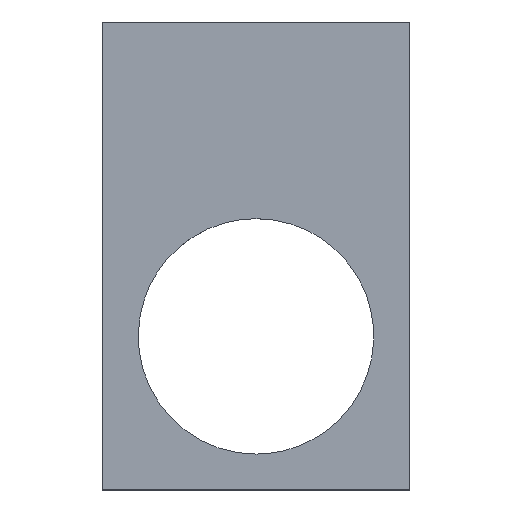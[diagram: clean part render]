
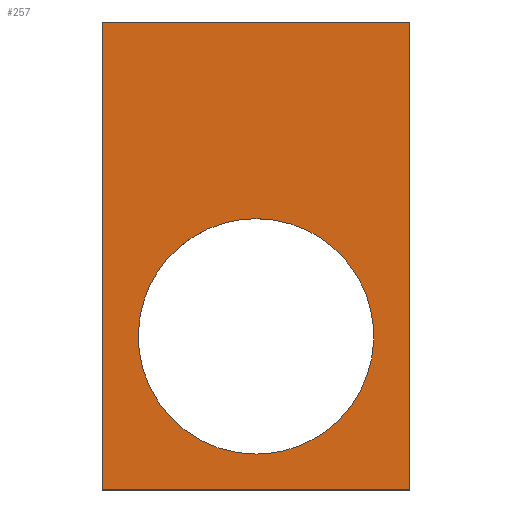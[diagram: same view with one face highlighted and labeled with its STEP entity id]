
A CAD part, top view. The second image highlights one B-rep face of the part: STEP entity #257.
In plain terms, the highlighted planar face has unit normal (0, 0, 1).
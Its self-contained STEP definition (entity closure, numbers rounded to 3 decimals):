
#257=ADVANCED_FACE('NONE',(#729,#730),#731,.T.);
#729=FACE_OUTER_BOUND('',#1481,.T.);
#730=FACE_BOUND('',#1482,.T.);
#731=PLANE('',#1483);
#1481=EDGE_LOOP('',(#4989,#4990,#4991,#4992));
#1482=EDGE_LOOP('',(#4993,#4994));
#1483=AXIS2_PLACEMENT_3D('',#4995,#4996,#4997);
#4989=ORIENTED_EDGE('',*,*,#6680,.T.);
#4990=ORIENTED_EDGE('',*,*,#6494,.T.);
#4991=ORIENTED_EDGE('',*,*,#6678,.F.);
#4992=ORIENTED_EDGE('',*,*,#6669,.T.);
#4993=ORIENTED_EDGE('',*,*,#6486,.T.);
#4994=ORIENTED_EDGE('',*,*,#6676,.T.);
#4995=CARTESIAN_POINT('',(21.,32.,4.0));
#4996=DIRECTION('',(0.0,0.0,1.0));
#4997=DIRECTION('',(-0.0,-1.0,0.0));
#6486=EDGE_CURVE('NONE',#7280,#7278,#7281,.T.);
#6494=EDGE_CURVE('NONE',#7293,#7294,#7295,.T.);
#6669=EDGE_CURVE('NONE',#7639,#7637,#7640,.T.);
#6676=EDGE_CURVE('NONE',#7278,#7280,#7647,.T.);
#6678=EDGE_CURVE('NONE',#7639,#7294,#7649,.T.);
#6680=EDGE_CURVE('NONE',#7637,#7293,#7651,.T.);
#7278=VERTEX_POINT('NONE',#8464);
#7280=VERTEX_POINT('NONE',#8474);
#7281=(B_SPLINE_CURVE(2,(#8476,#8477,#8478,#8479,#8480),.UNSPECIFIED.,.F.,.F.)B_SPLINE_CURVE_WITH_KNOTS((3,2,3),(0.0,0.017,0.025),.UNSPECIFIED.)RATIONAL_B_SPLINE_CURVE((1.0,0.5,1.0,0.75,0.75))BOUNDED_CURVE()REPRESENTATION_ITEM('')GEOMETRIC_REPRESENTATION_ITEM()CURVE());
#7293=VERTEX_POINT('NONE',#8530);
#7294=VERTEX_POINT('NONE',#8531);
#7295=LINE('',#8532,#8533);
#7637=VERTEX_POINT('NONE',#10022);
#7639=VERTEX_POINT('NONE',#10025);
#7640=LINE('',#10026,#10027);
#7647=(B_SPLINE_CURVE(2,(#10058,#10059,#10060,#10061,#10062),.UNSPECIFIED.,.F.,.F.)B_SPLINE_CURVE_WITH_KNOTS((3,2,3),(0.025,0.034,0.051),.UNSPECIFIED.)RATIONAL_B_SPLINE_CURVE((0.75,0.75,1.0,0.5,1.0))BOUNDED_CURVE()REPRESENTATION_ITEM('')GEOMETRIC_REPRESENTATION_ITEM()CURVE());
#7649=LINE('',#10070,#10071);
#7651=LINE('',#10073,#10074);
#8464=CARTESIAN_POINT('',(10.5,18.55,4.0));
#8474=CARTESIAN_POINT('',(10.5,2.45,4.0));
#8476=CARTESIAN_POINT('',(10.5,2.45,4.0));
#8477=CARTESIAN_POINT('',(-3.443,2.45,4.0));
#8478=CARTESIAN_POINT('',(3.528,14.525,4.0));
#8479=CARTESIAN_POINT('',(5.852,18.55,4.0));
#8480=CARTESIAN_POINT('',(10.5,18.55,4.0));
#8530=CARTESIAN_POINT('',(21.,32.,4.0));
#8531=CARTESIAN_POINT('',(0.,32.,4.0));
#8532=CARTESIAN_POINT('',(21.,32.,4.0));
#8533=VECTOR('',#12678,1000.0);
#10022=CARTESIAN_POINT('',(21.,0.,4.0));
#10025=CARTESIAN_POINT('',(0.,0.,4.0));
#10026=CARTESIAN_POINT('',(21.,0.,4.0));
#10027=VECTOR('',#12772,1000.0);
#10058=CARTESIAN_POINT('',(10.5,18.55,4.0));
#10059=CARTESIAN_POINT('',(15.148,18.55,4.0));
#10060=CARTESIAN_POINT('',(17.472,14.525,4.0));
#10061=CARTESIAN_POINT('',(24.443,2.45,4.0));
#10062=CARTESIAN_POINT('',(10.5,2.45,4.0));
#10070=CARTESIAN_POINT('',(0.,1.,4.0));
#10071=VECTOR('',#12774,1000.0);
#10073=CARTESIAN_POINT('',(21.,32.,4.0));
#10074=VECTOR('',#12775,1000.0);
#12678=DIRECTION('',(-1.0,0.,0.0));
#12772=DIRECTION('',(1.0,0.,-0.0));
#12774=DIRECTION('',(0.,1.0,0.0));
#12775=DIRECTION('',(0.,1.0,0.0));
